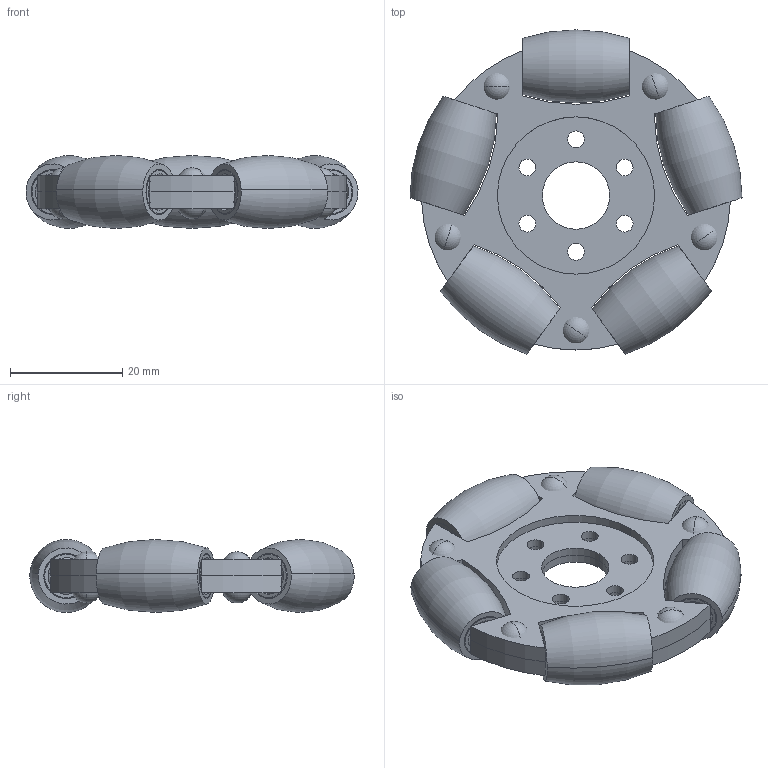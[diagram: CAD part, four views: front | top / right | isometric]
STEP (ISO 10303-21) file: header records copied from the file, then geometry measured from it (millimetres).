
FILE_DESCRIPTION (( 'STEP AP214' ), '1' );
FILE_NAME ('Wheel.STEP', '2023-07-24T14:57:41', ( '' ), ( '' ), 'SwSTEP 2.0', 'SolidWorks 2022', '' );
FILE_SCHEMA (( 'AUTOMOTIVE_DESIGN' ));
Length unit declared in the file: millimetre
Products named in the file (7): rivet 02_din_DIN 660-3x10-St-A-5.5; Side Plate; Roller; Wheel; Roller Road; instrument ball bearing_68_am_AFBMA 12.1.4.1 - 0030-8 - 8,SI,NC,8_68; Rolller
Assembly tree (16 placements, depth 3):
  Wheel
    Side Plate  x2
    Rolller  x5
      Roller
      Roller Road
      instrument ball bearing_68_am_AFBMA 12.1.4.1 - 0030-8 - 8,SI,NC,8_68
    rivet 02_din_DIN 660-3x10-St-A-5.5  x5
Bounding box: 59.1 x 57.72 x 12.98 mm (x, y, z)
Volume: 16509.2 mm3; surface area: 17484.8 mm2
Topology: 27 solids, 27 shells, 558 faces, 1236 edges, 754 vertices
Faces by surface type: cylinder 262, torus 150, plane 126, cone 20
Entity records: 4253 total; most frequent: DIRECTION 770, CARTESIAN_POINT 649, ORIENTED_EDGE 612, AXIS2_PLACEMENT_3D 319, EDGE_CURVE 306, VERTEX_POINT 198, CIRCLE 174, EDGE_LOOP 160
